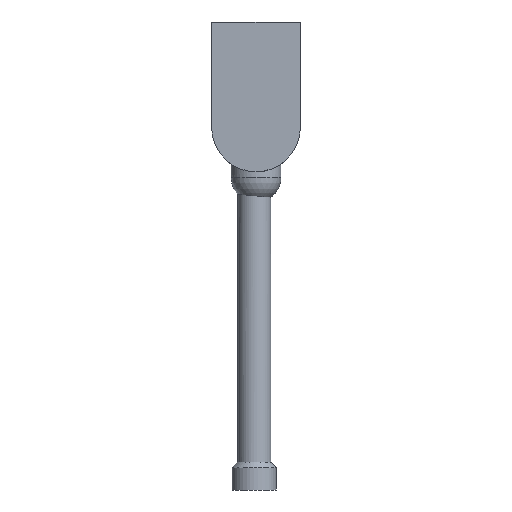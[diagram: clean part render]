
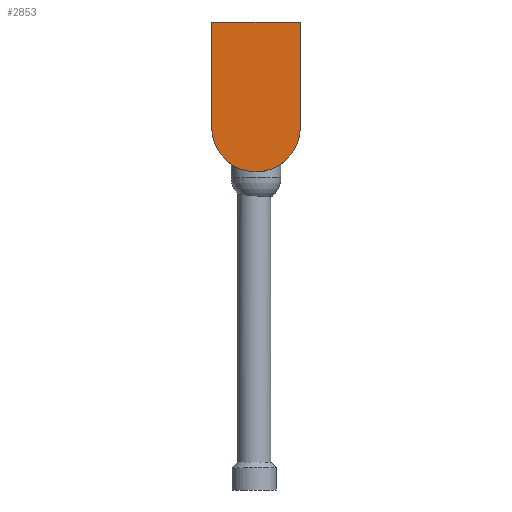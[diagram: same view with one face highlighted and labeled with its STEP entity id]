
A CAD part, front view. The second image highlights one B-rep face of the part: STEP entity #2853.
In plain terms, the highlighted planar face has unit normal (0, -1, 0).
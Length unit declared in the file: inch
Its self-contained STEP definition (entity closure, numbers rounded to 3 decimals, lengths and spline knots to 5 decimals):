
#103=CIRCLE($,#3029,0.5);
#104=CIRCLE($,#3031,0.5);
#350=FACE_OUTER_BOUND($,#546,.T.);
#546=EDGE_LOOP($,(#2097,#2098,#2099,#2100,#2101));
#709=LINE($,#4067,#944);
#750=LINE($,#4807,#985);
#751=LINE($,#4809,#986);
#944=VECTOR($,#3286,1.);
#985=VECTOR($,#3343,1.188);
#986=VECTOR($,#3346,1.188);
#1202=VERTEX_POINT($,#4021);
#1205=VERTEX_POINT($,#4065);
#1206=VERTEX_POINT($,#4066);
#1283=VERTEX_POINT($,#4799);
#1284=VERTEX_POINT($,#4803);
#1501=EDGE_CURVE($,#1205,#1206,#709,.T.);
#1582=EDGE_CURVE($,#1283,#1202,#103,.T.);
#1583=EDGE_CURVE($,#1202,#1284,#104,.T.);
#1585=EDGE_CURVE($,#1284,#1205,#750,.T.);
#1586=EDGE_CURVE($,#1206,#1283,#751,.T.);
#2097=ORIENTED_EDGE($,*,*,#1583,.F.);
#2098=ORIENTED_EDGE($,*,*,#1582,.F.);
#2099=ORIENTED_EDGE($,*,*,#1586,.F.);
#2100=ORIENTED_EDGE($,*,*,#1501,.F.);
#2101=ORIENTED_EDGE($,*,*,#1585,.F.);
#2578=PLANE($,#3034);
#2853=ADVANCED_FACE($,(#350),#2578,.F.);
#3029=AXIS2_PLACEMENT_3D($,#4801,#3334,#3335);
#3031=AXIS2_PLACEMENT_3D($,#4804,#3338,#3339);
#3034=AXIS2_PLACEMENT_3D($,#4810,#3347,#3348);
#3286=DIRECTION($,(1.,0.,0.));
#3334=DIRECTION('center_axis',(0.,1.,0.));
#3335=DIRECTION('ref_axis',(0.,0.,1.));
#3338=DIRECTION('center_axis',(0.,1.,0.));
#3339=DIRECTION('ref_axis',(0.,0.,1.));
#3343=DIRECTION($,(0.,0.,1.));
#3346=DIRECTION($,(0.,0.,-1.));
#3347=DIRECTION('center_axis',(0.,1.,0.));
#3348=DIRECTION('ref_axis',(0.,0.,1.));
#4021=CARTESIAN_POINT('',(0.,0.,-1.688));
#4065=CARTESIAN_POINT('',(-0.5,0.,0.));
#4066=CARTESIAN_POINT('',(0.5,0.,0.));
#4067=CARTESIAN_POINT($,(-0.5,0.,0.));
#4799=CARTESIAN_POINT('',(0.5,0.,-1.188));
#4801=CARTESIAN_POINT('Origin',(0.,0.,-1.188));
#4803=CARTESIAN_POINT('',(-0.5,0.,-1.188));
#4804=CARTESIAN_POINT('Origin',(0.,0.,-1.188));
#4807=CARTESIAN_POINT($,(-0.5,0.,-1.188));
#4809=CARTESIAN_POINT($,(0.5,0.,0.));
#4810=CARTESIAN_POINT('Origin',(0.,0.,-1.188));
